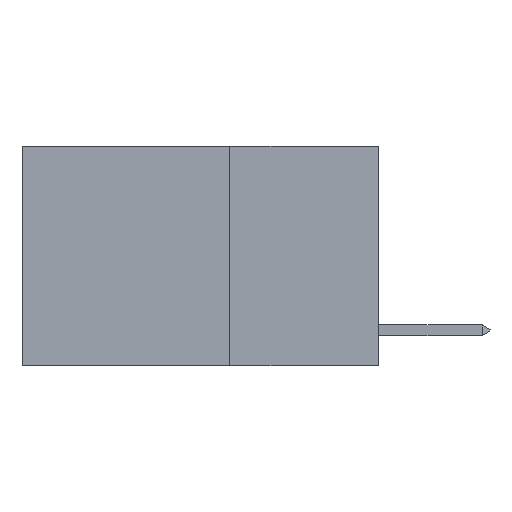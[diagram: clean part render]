
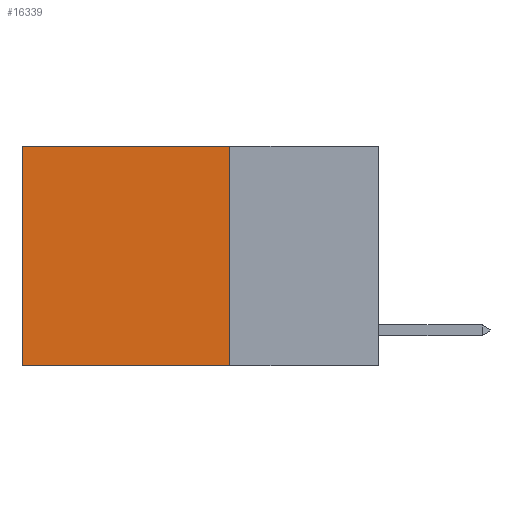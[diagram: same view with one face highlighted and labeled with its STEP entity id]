
A CAD part, left-side view. The second image highlights one B-rep face of the part: STEP entity #16339.
In plain terms, the highlighted planar face has unit normal (-1, 0, 0).
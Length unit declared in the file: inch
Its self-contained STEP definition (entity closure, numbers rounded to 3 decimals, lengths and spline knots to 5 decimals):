
#852 = VERTEX_POINT ( 'NONE', #7553 ) ;
#1222 = ORIENTED_EDGE ( 'NONE', *, *, #6237, .F. ) ;
#1791 = CARTESIAN_POINT ( 'NONE',  ( 0.2625, 0.6, -0.37 ) ) ;
#2054 = CARTESIAN_POINT ( 'NONE',  ( 0.2625, 0.25, 0. ) ) ;
#3556 = DIRECTION ( 'NONE',  ( 0., 0., -1. ) ) ;
#3592 = LINE ( 'NONE', #9824, #3921 ) ;
#3639 = LINE ( 'NONE', #13748, #4697 ) ;
#3658 = ORIENTED_EDGE ( 'NONE', *, *, #13451, .T. ) ;
#3921 = VECTOR ( 'NONE', #8675, 39.37008 ) ;
#4697 = VECTOR ( 'NONE', #3556, 39.37008 ) ;
#5321 = PLANE ( 'NONE',  #11111 ) ;
#6057 = VERTEX_POINT ( 'NONE', #1791 ) ;
#6237 = EDGE_CURVE ( 'NONE', #14671, #6057, #7540, .T. ) ;
#6309 = VECTOR ( 'NONE', #6507, 39.37008 ) ;
#6507 = DIRECTION ( 'NONE',  ( 0., 0., -1. ) ) ;
#7082 = ORIENTED_EDGE ( 'NONE', *, *, #11295, .T. ) ;
#7540 = LINE ( 'NONE', #9306, #14005 ) ;
#7553 = CARTESIAN_POINT ( 'NONE',  ( 0.2625, 0.6, 0. ) ) ;
#8675 = DIRECTION ( 'NONE',  ( 0., 1., 0. ) ) ;
#8760 = DIRECTION ( 'NONE',  ( 0., 0., -1. ) ) ;
#8848 = CARTESIAN_POINT ( 'NONE',  ( 0.2625, 0.25, 0. ) ) ;
#9306 = CARTESIAN_POINT ( 'NONE',  ( 0.2625, 0.25, -0.37 ) ) ;
#9748 = ORIENTED_EDGE ( 'NONE', *, *, #14202, .F. ) ;
#9824 = CARTESIAN_POINT ( 'NONE',  ( 0.2625, 0.25, 0. ) ) ;
#10004 = FACE_OUTER_BOUND ( 'NONE', #13248, .T. ) ;
#11111 = AXIS2_PLACEMENT_3D ( 'NONE', #8848, #11530, #8760 ) ;
#11295 = EDGE_CURVE ( 'NONE', #14556, #852, #3592, .T. ) ;
#11530 = DIRECTION ( 'NONE',  ( 1., 0., 0. ) ) ;
#11921 = DIRECTION ( 'NONE',  ( 0., 1., 0. ) ) ;
#12805 = CARTESIAN_POINT ( 'NONE',  ( 0.2625, 0.25, -0.37 ) ) ;
#13248 = EDGE_LOOP ( 'NONE', ( #3658, #1222, #9748, #7082 ) ) ;
#13451 = EDGE_CURVE ( 'NONE', #852, #6057, #3639, .T. ) ;
#13748 = CARTESIAN_POINT ( 'NONE',  ( 0.2625, 0.6, 0. ) ) ;
#14005 = VECTOR ( 'NONE', #11921, 39.37008 ) ;
#14202 = EDGE_CURVE ( 'NONE', #14556, #14671, #15090, .T. ) ;
#14556 = VERTEX_POINT ( 'NONE', #2054 ) ;
#14671 = VERTEX_POINT ( 'NONE', #12805 ) ;
#15090 = LINE ( 'NONE', #15177, #6309 ) ;
#15177 = CARTESIAN_POINT ( 'NONE',  ( 0.2625, 0.25, 0. ) ) ;
#16339 = ADVANCED_FACE ( 'NONE', ( #10004 ), #5321, .F. ) ;
